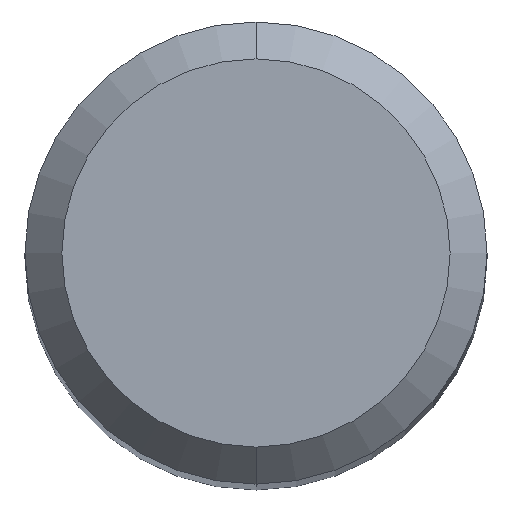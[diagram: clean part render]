
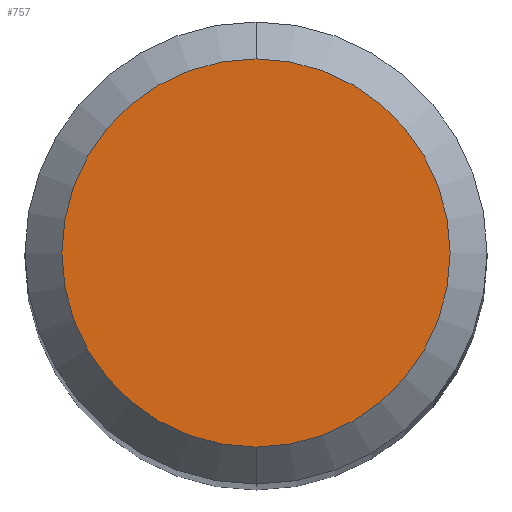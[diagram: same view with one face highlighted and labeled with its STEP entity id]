
A CAD part, top view. The second image highlights one B-rep face of the part: STEP entity #757.
In plain terms, the highlighted planar face has unit normal (0, 0, 1).
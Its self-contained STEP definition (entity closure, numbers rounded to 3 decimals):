
#351=EDGE_CURVE('',#793,#639,#962,.T.);
#639=VERTEX_POINT('',#1276);
#757=ADVANCED_FACE('',(#1409),#1410,.T.);
#761=EDGE_CURVE('',#639,#793,#1414,.T.);
#793=VERTEX_POINT('',#1450);
#962=CIRCLE('',#1669,2.1);
#1276=CARTESIAN_POINT('',(0.,-2.1,0.0));
#1409=FACE_OUTER_BOUND('',#4410,.T.);
#1410=PLANE('',#4411);
#1414=CIRCLE('',#4430,2.1);
#1450=CARTESIAN_POINT('',(0.0,2.1,0.0));
#1669=AXIS2_PLACEMENT_3D('',#6107,#6108,#6109);
#4410=EDGE_LOOP('',(#6598,#6599));
#4411=AXIS2_PLACEMENT_3D('',#6600,#6601,#6602);
#4430=AXIS2_PLACEMENT_3D('',#6603,#6604,#6605);
#6107=CARTESIAN_POINT('',(0.0,0.0,0.0));
#6108=DIRECTION('',(0.0,0.0,-1.0));
#6109=DIRECTION('',(0.0,1.0,0.0));
#6598=ORIENTED_EDGE('',*,*,#351,.F.);
#6599=ORIENTED_EDGE('',*,*,#761,.F.);
#6600=CARTESIAN_POINT('',(0.0,1.05,0.0));
#6601=DIRECTION('',(-0.0,0.0,1.0));
#6602=DIRECTION('',(0.0,-1.0,0.0));
#6603=CARTESIAN_POINT('',(0.0,0.0,0.0));
#6604=DIRECTION('',(0.0,0.0,-1.0));
#6605=DIRECTION('',(0.0,1.0,0.0));
